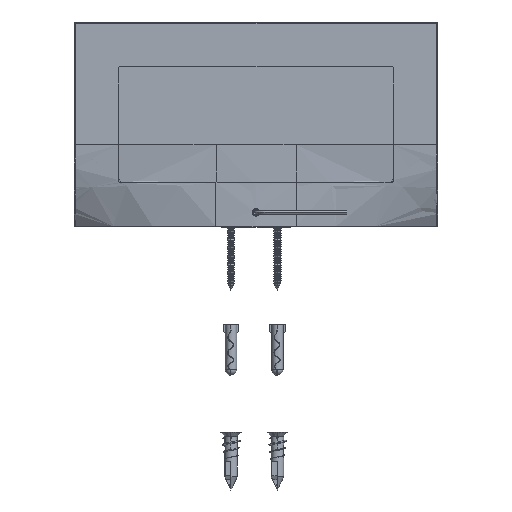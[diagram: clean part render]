
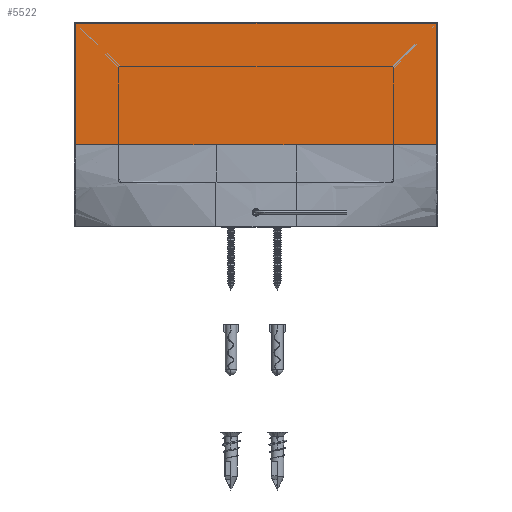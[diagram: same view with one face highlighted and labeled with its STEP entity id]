
A CAD part, front view. The second image highlights one B-rep face of the part: STEP entity #5522.
In plain terms, the highlighted free-form (B-spline) face has degree [3, 3] with [4, 4] control points.
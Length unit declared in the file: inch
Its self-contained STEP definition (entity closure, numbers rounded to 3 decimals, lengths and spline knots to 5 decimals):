
#5031=CARTESIAN_POINT('',(4.,-0.79125,1.8));
#5043=CARTESIAN_POINT('',(0.88332,-0.79125,1.8));
#5059=CARTESIAN_POINT('',(-0.87657,-0.79125,1.8));
#5069=CARTESIAN_POINT('',(-4.,-0.79125,1.8));
#5075=DIRECTION('',(0.,0.,-1.));
#5076=VECTOR('',#5075,2.7);
#5077=CARTESIAN_POINT('',(-4.,-0.79125,4.5));
#5078=LINE('',#5077,#5076);
#5095=DIRECTION('',(1.,0.,0.));
#5096=VECTOR('',#5095,8.);
#5097=CARTESIAN_POINT('',(-4.,-0.79125,4.5));
#5098=LINE('',#5097,#5096);
#5115=DIRECTION('',(0.,0.,-1.));
#5116=VECTOR('',#5115,2.7);
#5117=CARTESIAN_POINT('',(4.,-0.79125,4.5));
#5118=LINE('',#5117,#5116);
#5119=DIRECTION('',(1.,0.,0.));
#5120=VECTOR('',#5119,3.11668);
#5121=CARTESIAN_POINT('',(0.88332,-0.79125,1.8));
#5122=LINE('',#5121,#5120);
#5123=DIRECTION('',(1.,0.,0.));
#5124=VECTOR('',#5123,1.7599);
#5125=CARTESIAN_POINT('',(-0.87657,-0.79125,1.8));
#5126=LINE('',#5125,#5124);
#5127=DIRECTION('',(1.,0.,0.));
#5128=VECTOR('',#5127,3.12343);
#5129=CARTESIAN_POINT('',(-4.,-0.79125,1.8));
#5130=LINE('',#5129,#5128);
#5142=VERTEX_POINT('',#5069);
#5143=VERTEX_POINT('',#5059);
#5144=VERTEX_POINT('',#5043);
#5145=VERTEX_POINT('',#5031);
#5147=CARTESIAN_POINT('',(-4.,-0.79125,4.5));
#5149=VERTEX_POINT('',#5147);
#5150=CARTESIAN_POINT('',(4.,-0.79125,4.5));
#5151=VERTEX_POINT('',#5150);
#5497=CARTESIAN_POINT('',(-4.16,-0.79125,1.746));
#5498=CARTESIAN_POINT('',(-1.38667,-0.79125,1.746));
#5499=CARTESIAN_POINT('',(1.38667,-0.79125,1.746));
#5500=CARTESIAN_POINT('',(4.16,-0.79125,1.746));
#5501=CARTESIAN_POINT('',(-4.16,-0.79125,2.682));
#5502=CARTESIAN_POINT('',(-1.38667,-0.79125,2.682));
#5503=CARTESIAN_POINT('',(1.38667,-0.79125,2.682));
#5504=CARTESIAN_POINT('',(4.16,-0.79125,2.682));
#5505=CARTESIAN_POINT('',(-4.16,-0.79125,3.618));
#5506=CARTESIAN_POINT('',(-1.38667,-0.79125,3.618));
#5507=CARTESIAN_POINT('',(1.38667,-0.79125,3.618));
#5508=CARTESIAN_POINT('',(4.16,-0.79125,3.618));
#5509=CARTESIAN_POINT('',(-4.16,-0.79125,4.554));
#5510=CARTESIAN_POINT('',(-1.38667,-0.79125,4.554));
#5511=CARTESIAN_POINT('',(1.38667,-0.79125,4.554));
#5512=CARTESIAN_POINT('',(4.16,-0.79125,4.554));
#5513=B_SPLINE_SURFACE_WITH_KNOTS('',3,3,((#5497,#5498,#5499,#5500),(#5501,
#5502,#5503,#5504),(#5505,#5506,#5507,#5508),(#5509,#5510,#5511,#5512)),
.UNSPECIFIED.,.F.,.F.,.F.,(4,4),(4,4),(-0.02,1.02),(
0.01138,0.50958),.UNSPECIFIED.);
#5514=ORIENTED_EDGE('',*,*,#5442,.T.);
#5515=ORIENTED_EDGE('',*,*,#5492,.T.);
#5516=ORIENTED_EDGE('',*,*,#5277,.F.);
#5517=ORIENTED_EDGE('',*,*,#5313,.F.);
#5518=ORIENTED_EDGE('',*,*,#5369,.F.);
#5519=ORIENTED_EDGE('',*,*,#5424,.F.);
#5520=EDGE_LOOP('',(#5514,#5515,#5516,#5517,#5518,#5519));
#5521=FACE_OUTER_BOUND('',#5520,.F.);
#5522=ADVANCED_FACE('',(#5521),#5513,.F.);
#5277=EDGE_CURVE('',#5144,#5145,#5122,.T.);
#5313=EDGE_CURVE('',#5143,#5144,#5126,.T.);
#5369=EDGE_CURVE('',#5142,#5143,#5130,.T.);
#5424=EDGE_CURVE('',#5149,#5142,#5078,.T.);
#5442=EDGE_CURVE('',#5149,#5151,#5098,.T.);
#5492=EDGE_CURVE('',#5151,#5145,#5118,.T.);
